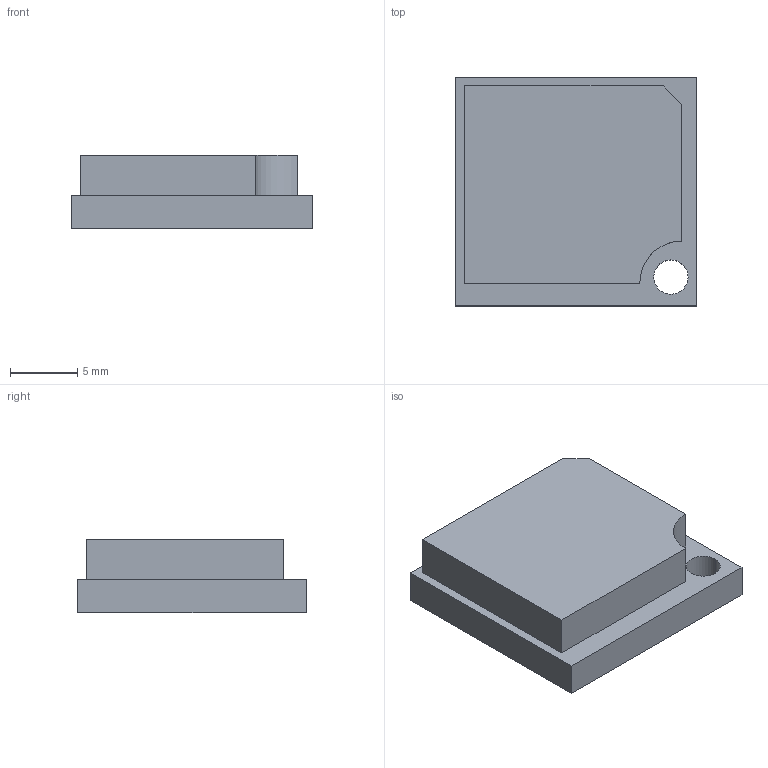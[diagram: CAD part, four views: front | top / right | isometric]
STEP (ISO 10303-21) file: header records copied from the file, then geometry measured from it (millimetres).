
FILE_DESCRIPTION (( 'STEP AP203' ), '1' );
FILE_NAME ('DCjack_Lid.STEP', '2021-06-04T09:20:30', ( '' ), ( '' ), 'SwSTEP 2.0', 'SolidWorks 2020', '' );
FILE_SCHEMA (( 'CONFIG_CONTROL_DESIGN' ));
Length unit declared in the file: millimetre
Products named in the file (1): DCjack_Lid
Bounding box: 18 x 17 x 5.5 mm (x, y, z)
Volume: 1440.4 mm3; surface area: 975.7 mm2
Topology: 1 solids, 1 shells, 15 faces, 36 edges, 24 vertices
Faces by surface type: plane 12, cylinder 3
Entity records: 517 total; most frequent: CARTESIAN_POINT 76, DIRECTION 74, ORIENTED_EDGE 72, EDGE_CURVE 36, VECTOR 30, LINE 30, VERTEX_POINT 24, AXIS2_PLACEMENT_3D 22
